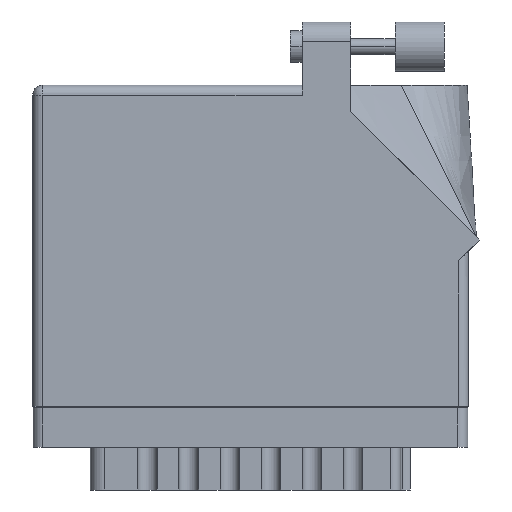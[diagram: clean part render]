
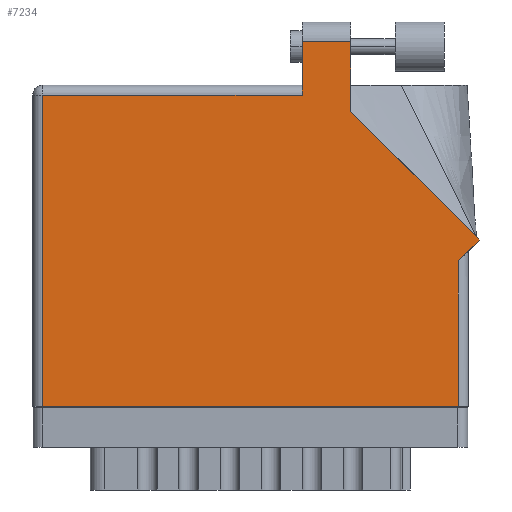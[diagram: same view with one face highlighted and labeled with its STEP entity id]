
A CAD part, front view. The second image highlights one B-rep face of the part: STEP entity #7234.
In plain terms, the highlighted face is planar.
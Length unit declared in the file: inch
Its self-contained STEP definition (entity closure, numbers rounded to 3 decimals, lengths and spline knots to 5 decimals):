
#793 = LINE ( 'NONE', #39994, #72406 ) ;
#5886 = VECTOR ( 'NONE', #58934, 39.37008 ) ;
#6491 = CARTESIAN_POINT ( 'NONE',  ( 2.693, 0.98, 0. ) ) ;
#6545 = VECTOR ( 'NONE', #72985, 39.37008 ) ;
#7234 = ADVANCED_FACE ( 'NONE', ( #36329 ), #72658, .F. ) ;
#13620 = DIRECTION ( 'NONE',  ( 0., -1., 0. ) ) ;
#14090 = CARTESIAN_POINT ( 'NONE',  ( 2.012, 1.86442, 0. ) ) ;
#14744 = VECTOR ( 'NONE', #34066, 39.37008 ) ;
#14754 = EDGE_CURVE ( 'NONE', #22551, #88896, #58160, .T. ) ;
#15085 = VERTEX_POINT ( 'NONE', #52204 ) ;
#15442 = ORIENTED_EDGE ( 'NONE', *, *, #63724, .T. ) ;
#15696 = ORIENTED_EDGE ( 'NONE', *, *, #47003, .T. ) ;
#18539 = ORIENTED_EDGE ( 'NONE', *, *, #29472, .T. ) ;
#22551 = VERTEX_POINT ( 'NONE', #27201 ) ;
#24402 = CARTESIAN_POINT ( 'NONE',  ( 0., 1.968, 0. ) ) ;
#25311 = CARTESIAN_POINT ( 'NONE',  ( 2.012, 1.86442, 0. ) ) ;
#25748 = DIRECTION ( 'NONE',  ( -1., 0., 0. ) ) ;
#27201 = CARTESIAN_POINT ( 'NONE',  ( 2.82571, 1.05071, 0. ) ) ;
#27942 = VECTOR ( 'NONE', #75923, 39.37008 ) ;
#29472 = EDGE_CURVE ( 'NONE', #15085, #73171, #41182, .T. ) ;
#29601 = EDGE_CURVE ( 'NONE', #88896, #54227, #30313, .T. ) ;
#30313 = LINE ( 'NONE', #25311, #77021 ) ;
#31607 = CARTESIAN_POINT ( 'NONE',  ( 1.705, 2.305, 0. ) ) ;
#34066 = DIRECTION ( 'NONE',  ( -0.707, 0.707, 0. ) ) ;
#35992 = ORIENTED_EDGE ( 'NONE', *, *, #57703, .T. ) ;
#36329 = FACE_OUTER_BOUND ( 'NONE', #52277, .T. ) ;
#36591 = LINE ( 'NONE', #43691, #58330 ) ;
#38465 = VECTOR ( 'NONE', #49544, 39.37008 ) ;
#38982 = CARTESIAN_POINT ( 'NONE',  ( 0.062, 0., 0. ) ) ;
#39242 = ORIENTED_EDGE ( 'NONE', *, *, #14754, .T. ) ;
#39994 = CARTESIAN_POINT ( 'NONE',  ( 1.705, 2.305, 0. ) ) ;
#41182 = LINE ( 'NONE', #24402, #6545 ) ;
#41791 = CARTESIAN_POINT ( 'NONE',  ( 0., 2.03, 0. ) ) ;
#42766 = DIRECTION ( 'NONE',  ( 0., 0., -1. ) ) ;
#43691 = CARTESIAN_POINT ( 'NONE',  ( 0.062, 0., 0. ) ) ;
#45895 = VERTEX_POINT ( 'NONE', #31607 ) ;
#47003 = EDGE_CURVE ( 'NONE', #45895, #15085, #70311, .T. ) ;
#47327 = ORIENTED_EDGE ( 'NONE', *, *, #55093, .T. ) ;
#49544 = DIRECTION ( 'NONE',  ( 1., 0., 0. ) ) ;
#50712 = ORIENTED_EDGE ( 'NONE', *, *, #29601, .T. ) ;
#51002 = CARTESIAN_POINT ( 'NONE',  ( 0.062, 1.968, 0. ) ) ;
#51954 = EDGE_CURVE ( 'NONE', #54227, #45895, #793, .T. ) ;
#52204 = CARTESIAN_POINT ( 'NONE',  ( 1.705, 1.968, 0. ) ) ;
#52277 = EDGE_LOOP ( 'NONE', ( #50712, #59573, #15696, #18539, #47327, #76994, #15442, #35992, #39242 ) ) ;
#54227 = VERTEX_POINT ( 'NONE', #88557 ) ;
#55093 = EDGE_CURVE ( 'NONE', #73171, #57104, #36591, .T. ) ;
#56364 = VERTEX_POINT ( 'NONE', #77072 ) ;
#56773 = VERTEX_POINT ( 'NONE', #81277 ) ;
#57104 = VERTEX_POINT ( 'NONE', #38982 ) ;
#57538 = EDGE_CURVE ( 'NONE', #57104, #56773, #68910, .T. ) ;
#57703 = EDGE_CURVE ( 'NONE', #56364, #22551, #75345, .T. ) ;
#57726 = CARTESIAN_POINT ( 'NONE',  ( 0., 0., 0. ) ) ;
#58160 = LINE ( 'NONE', #82365, #14744 ) ;
#58330 = VECTOR ( 'NONE', #58595, 39.37008 ) ;
#58595 = DIRECTION ( 'NONE',  ( 0., -1., 0. ) ) ;
#58642 = CARTESIAN_POINT ( 'NONE',  ( 2.755, 0.98, 0. ) ) ;
#58934 = DIRECTION ( 'NONE',  ( 0.707, 0.707, 0. ) ) ;
#59573 = ORIENTED_EDGE ( 'NONE', *, *, #51954, .T. ) ;
#63724 = EDGE_CURVE ( 'NONE', #56773, #56364, #76828, .T. ) ;
#65932 = DIRECTION ( 'NONE',  ( -1., 0., 0. ) ) ;
#67803 = DIRECTION ( 'NONE',  ( 0., 1., 0. ) ) ;
#68910 = LINE ( 'NONE', #57726, #38465 ) ;
#70311 = LINE ( 'NONE', #83340, #75766 ) ;
#72406 = VECTOR ( 'NONE', #25748, 39.37008 ) ;
#72658 = PLANE ( 'NONE',  #86737 ) ;
#72985 = DIRECTION ( 'NONE',  ( -1., 0., 0. ) ) ;
#73171 = VERTEX_POINT ( 'NONE', #51002 ) ;
#75345 = LINE ( 'NONE', #58642, #5886 ) ;
#75766 = VECTOR ( 'NONE', #13620, 39.37008 ) ;
#75923 = DIRECTION ( 'NONE',  ( 0., 1., 0. ) ) ;
#76828 = LINE ( 'NONE', #6491, #27942 ) ;
#76994 = ORIENTED_EDGE ( 'NONE', *, *, #57538, .T. ) ;
#77021 = VECTOR ( 'NONE', #67803, 39.37008 ) ;
#77072 = CARTESIAN_POINT ( 'NONE',  ( 2.693, 0.918, 0. ) ) ;
#81277 = CARTESIAN_POINT ( 'NONE',  ( 2.693, 0., 0. ) ) ;
#82365 = CARTESIAN_POINT ( 'NONE',  ( 2.82571, 1.05071, 0. ) ) ;
#83340 = CARTESIAN_POINT ( 'NONE',  ( 1.705, 2.03, 0. ) ) ;
#86737 = AXIS2_PLACEMENT_3D ( 'NONE', #41791, #42766, #65932 ) ;
#88557 = CARTESIAN_POINT ( 'NONE',  ( 2.012, 2.305, 0. ) ) ;
#88896 = VERTEX_POINT ( 'NONE', #14090 ) ;
